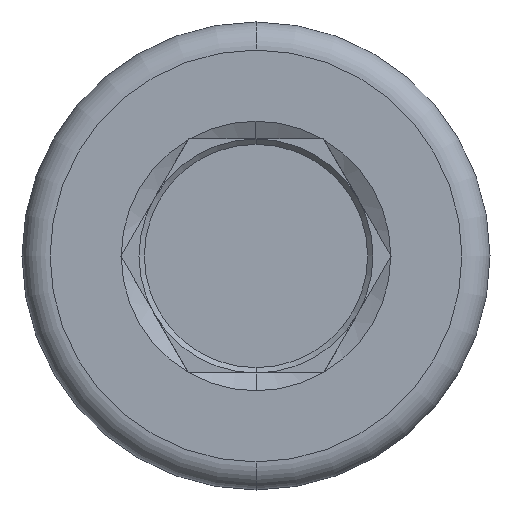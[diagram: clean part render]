
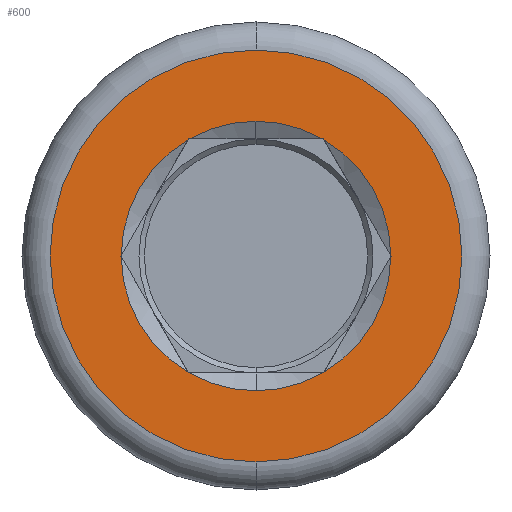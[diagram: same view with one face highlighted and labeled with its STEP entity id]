
A CAD part, left-side view. The second image highlights one B-rep face of the part: STEP entity #600.
In plain terms, the highlighted planar face has unit normal (-1, 0, 0).
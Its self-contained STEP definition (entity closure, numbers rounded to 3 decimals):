
#423=CARTESIAN_POINT('',(-6.,0.,0.));
#424=DIRECTION('',(1.,0.,0.));
#425=DIRECTION('',(0.,0.,-1.));
#426=AXIS2_PLACEMENT_3D('',#423,#424,#425);
#427=PLANE('',#426);
#428=CARTESIAN_POINT('',(-6.,-0.,-4.4));
#429=VERTEX_POINT('',#428);
#430=CARTESIAN_POINT('',(-6.,0.,0.));
#431=DIRECTION('',(1.,0.,0.));
#432=DIRECTION('',(0.,0.,-1.));
#433=AXIS2_PLACEMENT_3D('',#430,#431,#432);
#434=CIRCLE('',#433,4.4);
#435=EDGE_CURVE('',#429,#429,#434,.T.);
#436=ORIENTED_EDGE('',*,*,#435,.F.);
#437=EDGE_LOOP('',(#436));
#438=FACE_BOUND('',#437,.T.);
#439=CARTESIAN_POINT('',(-6.,-1.443,2.5));
#440=VERTEX_POINT('',#439);
#441=CARTESIAN_POINT('',(-6.,-1.43,2.5));
#442=VERTEX_POINT('',#441);
#443=CARTESIAN_POINT('',(-6.,-12344.278,2.5));
#444=DIRECTION('',(-0.,1.,0.));
#445=VECTOR('',#444,24690.);
#446=LINE('',#443,#445);
#447=EDGE_CURVE('',#440,#442,#446,.T.);
#448=ORIENTED_EDGE('',*,*,#447,.F.);
#449=CARTESIAN_POINT('',(-6.,-1.45,2.488));
#450=VERTEX_POINT('',#449);
#451=CARTESIAN_POINT('',(-6.,6170.696,10692.959));
#452=DIRECTION('',(0.,-0.5,-0.866));
#453=VECTOR('',#452,24690.);
#454=LINE('',#451,#453);
#455=EDGE_CURVE('',#440,#450,#454,.T.);
#456=ORIENTED_EDGE('',*,*,#455,.T.);
#457=CARTESIAN_POINT('',(-6.,-2.88,0.012));
#458=VERTEX_POINT('',#457);
#459=CARTESIAN_POINT('',(-6.,0.,0.));
#460=DIRECTION('',(1.,0.,-0.));
#461=DIRECTION('',(0.,0.,1.));
#462=AXIS2_PLACEMENT_3D('',#459,#460,#461);
#463=CIRCLE('',#462,2.88);
#464=EDGE_CURVE('',#450,#458,#463,.T.);
#465=ORIENTED_EDGE('',*,*,#464,.T.);
#466=CARTESIAN_POINT('',(-6.,-2.887,-0.));
#467=VERTEX_POINT('',#466);
#468=CARTESIAN_POINT('',(-6.,-6174.304,-10689.209));
#469=DIRECTION('',(-0.,0.5,0.866));
#470=VECTOR('',#469,24690.);
#471=LINE('',#468,#470);
#472=EDGE_CURVE('',#467,#458,#471,.T.);
#473=ORIENTED_EDGE('',*,*,#472,.F.);
#474=CARTESIAN_POINT('',(-6.,-2.88,-0.012));
#475=VERTEX_POINT('',#474);
#476=CARTESIAN_POINT('',(-6.,-6175.026,10690.459));
#477=DIRECTION('',(-0.,0.5,-0.866));
#478=VECTOR('',#477,24690.);
#479=LINE('',#476,#478);
#480=EDGE_CURVE('',#467,#475,#479,.T.);
#481=ORIENTED_EDGE('',*,*,#480,.T.);
#482=CARTESIAN_POINT('',(-6.,-1.45,-2.488));
#483=VERTEX_POINT('',#482);
#484=CARTESIAN_POINT('',(-6.,0.,0.));
#485=DIRECTION('',(1.,0.,-0.));
#486=DIRECTION('',(0.,0.,1.));
#487=AXIS2_PLACEMENT_3D('',#484,#485,#486);
#488=CIRCLE('',#487,2.88);
#489=EDGE_CURVE('',#475,#483,#488,.T.);
#490=ORIENTED_EDGE('',*,*,#489,.T.);
#491=CARTESIAN_POINT('',(-6.,-1.443,-2.5));
#492=VERTEX_POINT('',#491);
#493=CARTESIAN_POINT('',(-6.,6169.974,-10691.709));
#494=DIRECTION('',(0.,-0.5,0.866));
#495=VECTOR('',#494,24690.);
#496=LINE('',#493,#495);
#497=EDGE_CURVE('',#492,#483,#496,.T.);
#498=ORIENTED_EDGE('',*,*,#497,.F.);
#499=CARTESIAN_POINT('',(-6.,-1.43,-2.5));
#500=VERTEX_POINT('',#499);
#501=CARTESIAN_POINT('',(-6.,-12345.722,-2.5));
#502=DIRECTION('',(-0.,1.,-0.));
#503=VECTOR('',#502,24690.);
#504=LINE('',#501,#503);
#505=EDGE_CURVE('',#492,#500,#504,.T.);
#506=ORIENTED_EDGE('',*,*,#505,.T.);
#507=CARTESIAN_POINT('',(-6.,1.43,-2.5));
#508=VERTEX_POINT('',#507);
#509=CARTESIAN_POINT('',(-6.,0.,0.));
#510=DIRECTION('',(-1.,-0.,0.));
#511=DIRECTION('',(0.,0.,1.));
#512=AXIS2_PLACEMENT_3D('',#509,#510,#511);
#513=CIRCLE('',#512,2.88);
#514=EDGE_CURVE('',#508,#500,#513,.T.);
#515=ORIENTED_EDGE('',*,*,#514,.F.);
#516=CARTESIAN_POINT('',(-6.,1.443,-2.5));
#517=VERTEX_POINT('',#516);
#518=CARTESIAN_POINT('',(-6.,12344.278,-2.5));
#519=DIRECTION('',(0.,-1.,0.));
#520=VECTOR('',#519,24690.);
#521=LINE('',#518,#520);
#522=EDGE_CURVE('',#517,#508,#521,.T.);
#523=ORIENTED_EDGE('',*,*,#522,.F.);
#524=CARTESIAN_POINT('',(-6.,1.45,-2.488));
#525=VERTEX_POINT('',#524);
#526=CARTESIAN_POINT('',(-6.,-6170.696,-10692.959));
#527=DIRECTION('',(-0.,0.5,0.866));
#528=VECTOR('',#527,24690.);
#529=LINE('',#526,#528);
#530=EDGE_CURVE('',#517,#525,#529,.T.);
#531=ORIENTED_EDGE('',*,*,#530,.T.);
#532=CARTESIAN_POINT('',(-6.,2.88,-0.012));
#533=VERTEX_POINT('',#532);
#534=CARTESIAN_POINT('',(-6.,0.,0.));
#535=DIRECTION('',(-1.,-0.,0.));
#536=DIRECTION('',(0.,0.,1.));
#537=AXIS2_PLACEMENT_3D('',#534,#535,#536);
#538=CIRCLE('',#537,2.88);
#539=EDGE_CURVE('',#533,#525,#538,.T.);
#540=ORIENTED_EDGE('',*,*,#539,.F.);
#541=CARTESIAN_POINT('',(-6.,2.887,0.));
#542=VERTEX_POINT('',#541);
#543=CARTESIAN_POINT('',(-6.,6174.304,10689.209));
#544=DIRECTION('',(0.,-0.5,-0.866));
#545=VECTOR('',#544,24690.);
#546=LINE('',#543,#545);
#547=EDGE_CURVE('',#542,#533,#546,.T.);
#548=ORIENTED_EDGE('',*,*,#547,.F.);
#549=CARTESIAN_POINT('',(-6.,2.88,0.012));
#550=VERTEX_POINT('',#549);
#551=CARTESIAN_POINT('',(-6.,6175.026,-10690.459));
#552=DIRECTION('',(-0.,-0.5,0.866));
#553=VECTOR('',#552,24690.);
#554=LINE('',#551,#553);
#555=EDGE_CURVE('',#542,#550,#554,.T.);
#556=ORIENTED_EDGE('',*,*,#555,.T.);
#557=CARTESIAN_POINT('',(-6.,1.45,2.488));
#558=VERTEX_POINT('',#557);
#559=CARTESIAN_POINT('',(-6.,0.,0.));
#560=DIRECTION('',(1.,0.,-0.));
#561=DIRECTION('',(0.,0.,1.));
#562=AXIS2_PLACEMENT_3D('',#559,#560,#561);
#563=CIRCLE('',#562,2.88);
#564=EDGE_CURVE('',#550,#558,#563,.T.);
#565=ORIENTED_EDGE('',*,*,#564,.T.);
#566=CARTESIAN_POINT('',(-6.,1.443,2.5));
#567=VERTEX_POINT('',#566);
#568=CARTESIAN_POINT('',(-6.,-6169.974,10691.709));
#569=DIRECTION('',(0.,0.5,-0.866));
#570=VECTOR('',#569,24690.);
#571=LINE('',#568,#570);
#572=EDGE_CURVE('',#567,#558,#571,.T.);
#573=ORIENTED_EDGE('',*,*,#572,.F.);
#574=CARTESIAN_POINT('',(-6.,1.43,2.5));
#575=VERTEX_POINT('',#574);
#576=CARTESIAN_POINT('',(-6.,12345.722,2.5));
#577=DIRECTION('',(0.,-1.,-0.));
#578=VECTOR('',#577,24690.);
#579=LINE('',#576,#578);
#580=EDGE_CURVE('',#567,#575,#579,.T.);
#581=ORIENTED_EDGE('',*,*,#580,.T.);
#582=CARTESIAN_POINT('',(-6.,0.,2.88));
#583=VERTEX_POINT('',#582);
#584=CARTESIAN_POINT('',(-6.,0.,0.));
#585=DIRECTION('',(1.,0.,-0.));
#586=DIRECTION('',(0.,0.,1.));
#587=AXIS2_PLACEMENT_3D('',#584,#585,#586);
#588=CIRCLE('',#587,2.88);
#589=EDGE_CURVE('',#575,#583,#588,.T.);
#590=ORIENTED_EDGE('',*,*,#589,.T.);
#591=CARTESIAN_POINT('',(-6.,0.,0.));
#592=DIRECTION('',(1.,-0.,-0.));
#593=DIRECTION('',(0.,0.,1.));
#594=AXIS2_PLACEMENT_3D('',#591,#592,#593);
#595=CIRCLE('',#594,2.88);
#596=EDGE_CURVE('',#583,#442,#595,.T.);
#597=ORIENTED_EDGE('',*,*,#596,.T.);
#598=EDGE_LOOP('',(#448,#456,#465,#473,#481,#490,#498,#506,#515,#523,#531,#540,#548,#556,#565,#573,#581,#590,#597));
#599=FACE_BOUND('',#598,.T.);
#600=ADVANCED_FACE('',(#438,#599),#427,.F.);
